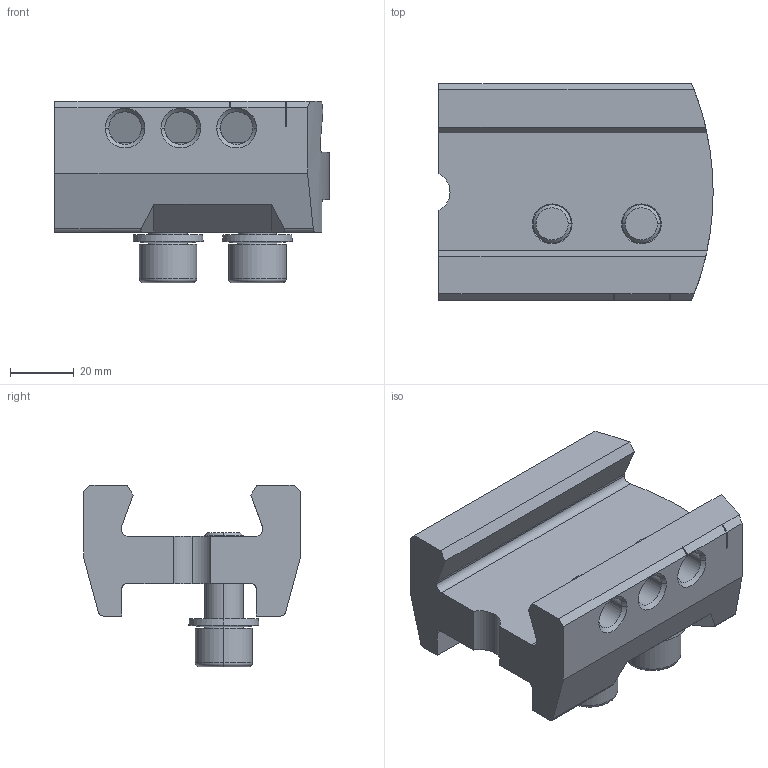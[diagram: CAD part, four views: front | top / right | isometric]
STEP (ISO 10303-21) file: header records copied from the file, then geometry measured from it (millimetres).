
FILE_DESCRIPTION(('no description'),'unknown implementation level');
FILE_NAME('D461F1E0-C9D7-4369-AB89-D5EE7FE80344_export.stp',' ',('CIMSOURCE GmbH'),('CADClick - KiM GmbH - www.kimweb.de'),'unknown preprocess','ACIS','unknown authorization');
FILE_SCHEMA(('automotive_design'));
Length unit declared in the file: millimetre
Products named in the file (5): 317.289 Kaiser FKK 200 M|690.172 Kaiser ETL M12 X 30A_DIN 912 M12 x 20 --- 20C;NONE; 317.289 Kaiser FKK 200 M|693.185 Kaiser ETL �13_22L 10S_Standard;NONE; 317.289 Kaiser FKK 200 M|317.282 Kaiser Zwischenk�rper FKK200_Standard;NONE
Bounding box: 86 x 68 x 56.9 mm (x, y, z)
Volume: 139214.9 mm3; surface area: 32409.7 mm2
Topology: 5 solids, 5 shells, 141 faces, 353 edges, 214 vertices
Faces by surface type: plane 64, cone 38, cylinder 31, torus 8
Entity records: 8343 total; most frequent: CARTESIAN_POINT 904, DIRECTION 731, STYLED_ITEM 709, PRESENTATION_STYLE_ASSIGNMENT 709, COLOUR_RGB 709, ORIENTED_EDGE 698, EDGE_CURVE 349, CURVE_STYLE 349
